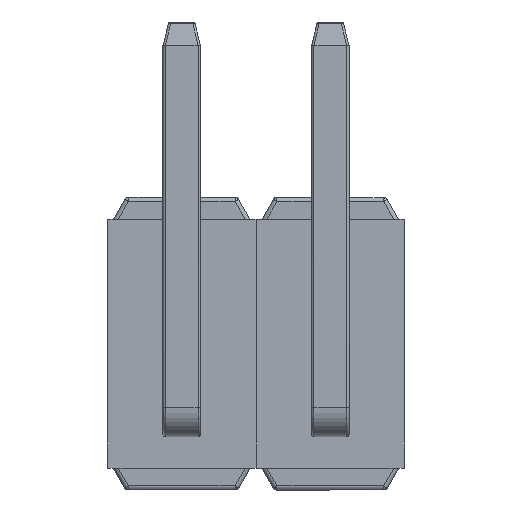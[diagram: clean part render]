
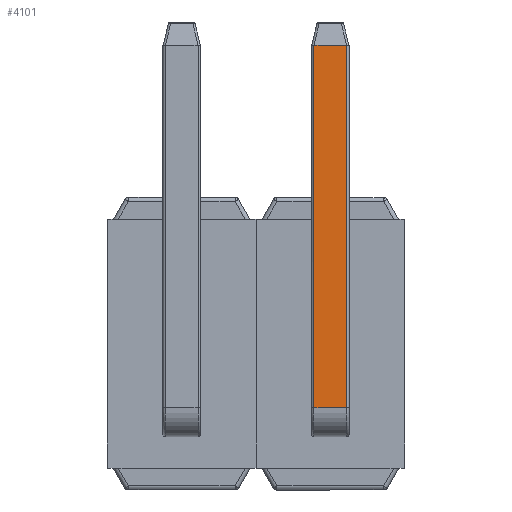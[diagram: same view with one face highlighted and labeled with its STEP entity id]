
A CAD part, front view. The second image highlights one B-rep face of the part: STEP entity #4101.
In plain terms, the highlighted planar face has unit normal (0, -1, 0).
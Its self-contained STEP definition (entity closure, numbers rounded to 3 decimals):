
#63 = DIRECTION ( 'NONE',  ( 0., 0., -1. ) ) ;
#820 = AXIS2_PLACEMENT_3D ( 'NONE', #3293, #10671, #5155 ) ;
#1804 = EDGE_CURVE ( 'NONE', #6775, #6851, #5176, .T. ) ;
#1959 = DIRECTION ( 'NONE',  ( -1., 0., 0. ) ) ;
#2645 = CARTESIAN_POINT ( 'NONE',  ( 0.28, -5.51, 5.1 ) ) ;
#2727 = VECTOR ( 'NONE', #3698, 1000. ) ;
#2731 = DIRECTION ( 'NONE',  ( 0., 0., 1. ) ) ;
#3293 = CARTESIAN_POINT ( 'NONE',  ( 0.32, -5.51, 5.5 ) ) ;
#3396 = VERTEX_POINT ( 'NONE', #9336 ) ;
#3685 = EDGE_LOOP ( 'NONE', ( #9681, #9749, #5951, #5249 ) ) ;
#3698 = DIRECTION ( 'NONE',  ( -1., 0., 0. ) ) ;
#3874 = VERTEX_POINT ( 'NONE', #2645 ) ;
#4101 = ADVANCED_FACE ( 'NONE', ( #7373 ), #6010, .F. ) ;
#4855 = LINE ( 'NONE', #8385, #10022 ) ;
#5155 = DIRECTION ( 'NONE',  ( 0., 0., 1. ) ) ;
#5176 = LINE ( 'NONE', #10126, #2727 ) ;
#5249 = ORIENTED_EDGE ( 'NONE', *, *, #8752, .T. ) ;
#5951 = ORIENTED_EDGE ( 'NONE', *, *, #1804, .F. ) ;
#6010 = PLANE ( 'NONE',  #820 ) ;
#6168 = EDGE_CURVE ( 'NONE', #3396, #6851, #8925, .T. ) ;
#6468 = CARTESIAN_POINT ( 'NONE',  ( -0.28, -5.51, 5.5 ) ) ;
#6775 = VERTEX_POINT ( 'NONE', #8195 ) ;
#6851 = VERTEX_POINT ( 'NONE', #9261 ) ;
#7373 = FACE_OUTER_BOUND ( 'NONE', #3685, .T. ) ;
#7742 = VECTOR ( 'NONE', #2731, 1000. ) ;
#7943 = VECTOR ( 'NONE', #63, 1000. ) ;
#8195 = CARTESIAN_POINT ( 'NONE',  ( 0.28, -5.51, -1.09 ) ) ;
#8222 = CARTESIAN_POINT ( 'NONE',  ( 0.28, -5.51, 5.1 ) ) ;
#8385 = CARTESIAN_POINT ( 'NONE',  ( 0.32, -5.51, 5.1 ) ) ;
#8752 = EDGE_CURVE ( 'NONE', #6775, #3874, #10245, .T. ) ;
#8925 = LINE ( 'NONE', #6468, #7943 ) ;
#9261 = CARTESIAN_POINT ( 'NONE',  ( -0.28, -5.51, -1.09 ) ) ;
#9336 = CARTESIAN_POINT ( 'NONE',  ( -0.28, -5.51, 5.1 ) ) ;
#9362 = EDGE_CURVE ( 'NONE', #3874, #3396, #4855, .T. ) ;
#9681 = ORIENTED_EDGE ( 'NONE', *, *, #9362, .T. ) ;
#9749 = ORIENTED_EDGE ( 'NONE', *, *, #6168, .T. ) ;
#10022 = VECTOR ( 'NONE', #1959, 1000. ) ;
#10126 = CARTESIAN_POINT ( 'NONE',  ( 0.32, -5.51, -1.09 ) ) ;
#10245 = LINE ( 'NONE', #8222, #7742 ) ;
#10671 = DIRECTION ( 'NONE',  ( 0., 1., 0. ) ) ;
